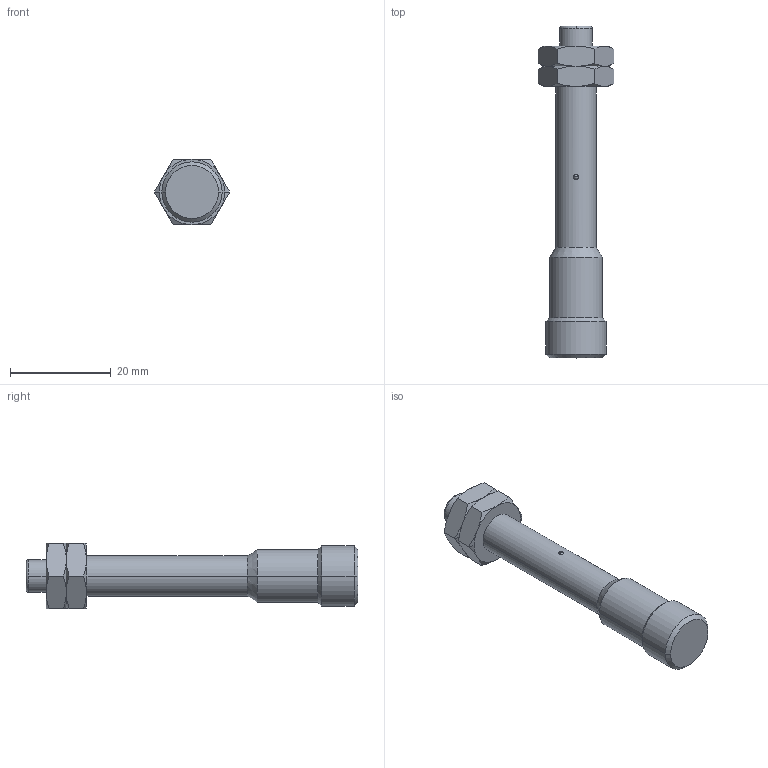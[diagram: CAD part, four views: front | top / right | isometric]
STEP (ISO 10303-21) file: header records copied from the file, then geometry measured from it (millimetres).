
FILE_DESCRIPTION(('STEP AP203'),'1');
FILE_NAME(' ',' ',('TraceParts'),('TraceParts S.A.'),'XStep 1.0',' ',' ');
FILE_SCHEMA(('CONFIG_CONTROL_DESIGN'));
Length unit declared in the file: millimetre
Products named in the file (3): 1; 2; 3
Bounding box: 15.01 x 66 x 13 mm (x, y, z)
Volume: 5014.5 mm3; surface area: 2910.4 mm2
Topology: 3 solids, 3 shells, 84 faces, 179 edges, 100 vertices
Faces by surface type: cone 48, plane 18, cylinder 14, torus 2, sphere 2
Entity records: 2424 total; most frequent: CARTESIAN_POINT 590, DIRECTION 378, ORIENTED_EDGE 354, EDGE_CURVE 177, AXIS2_PLACEMENT_3D 164, VERTEX_POINT 100, EDGE_LOOP 89, ADVANCED_FACE 84
